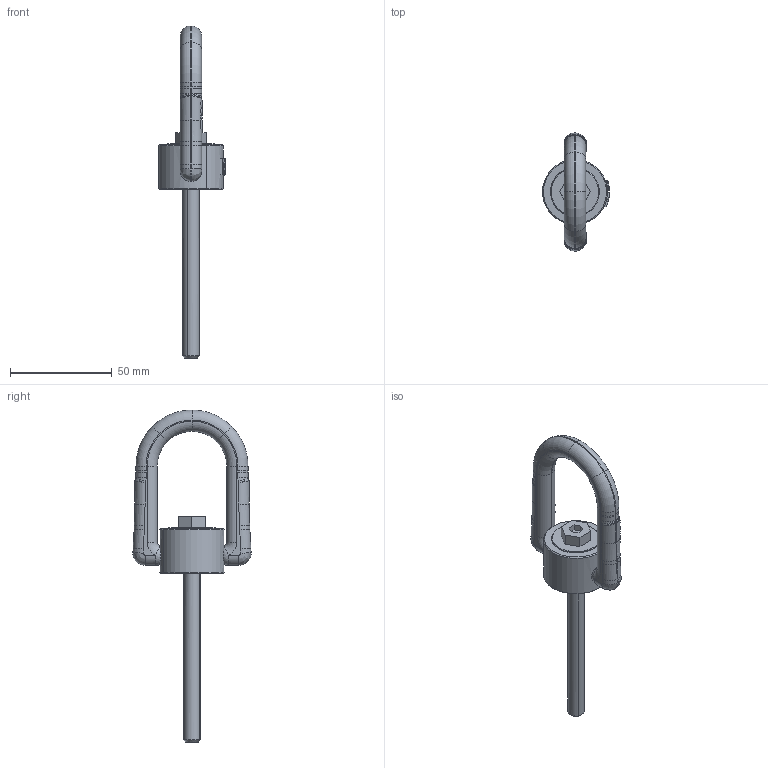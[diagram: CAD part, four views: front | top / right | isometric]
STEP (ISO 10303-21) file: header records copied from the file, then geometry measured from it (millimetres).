
FILE_DESCRIPTION(('CATIA V5 STEP Exchange'),'2;1');
FILE_NAME('8-231-005_105L.stp','2017-09-25T02:50:28+00:00',('none'),('none'),'CATIA Version 5 Release 21 GA (IN-10)','CATIA V5 STEP AP203','none');
FILE_SCHEMA(('CONFIG_CONTROL_DESIGN'));
Length unit declared in the file: millimetre
Products named in the file (1): 8-231-005
Bounding box: 32.99 x 58.16 x 163.45 mm (x, y, z)
Volume: 38612.9 mm3; surface area: 12004.8 mm2
Topology: 1 solids, 1 shells, 421 faces, 1156 edges, 742 vertices
Faces by surface type: plane 286, cylinder 71, torus 32, bspline 12, cone 8, sphere 8, extrusion 4
Entity records: 14745 total; most frequent: CARTESIAN_POINT 5050, ORIENTED_EDGE 2304, DIRECTION 1496, EDGE_CURVE 1152, VERTEX_POINT 742, VECTOR 602, LINE 598, AXIS2_PLACEMENT_3D 529
